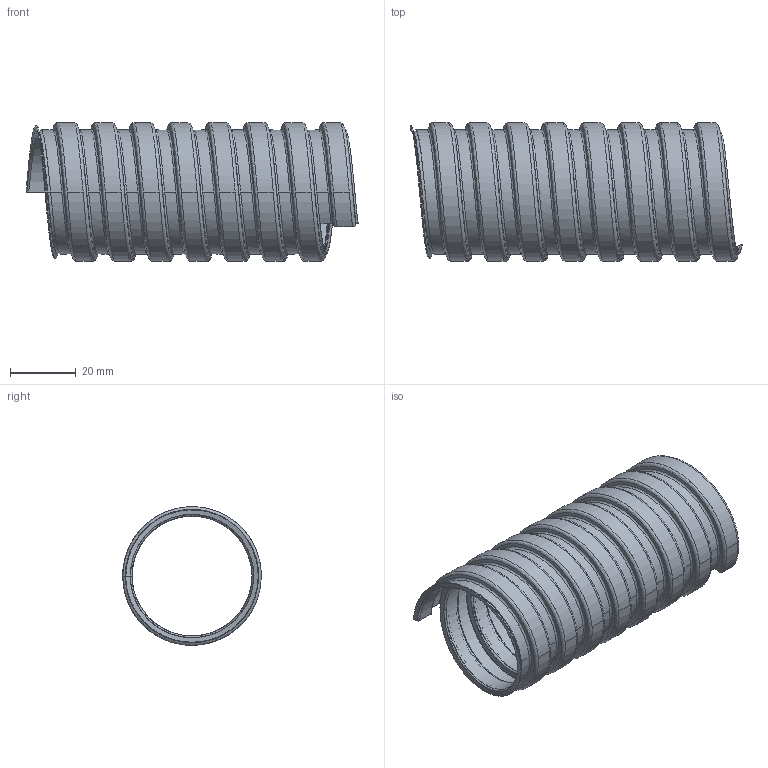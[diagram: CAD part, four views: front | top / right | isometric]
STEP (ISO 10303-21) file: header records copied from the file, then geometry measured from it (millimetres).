
FILE_DESCRIPTION(/* description */ ('Металлорукав МРПИ нг серый','CAx-IF Rec.Pracs.---Representation and Presentation of Product Manufacturing Information (PMI)---4.0---2014-10-13'),/* implementation_level */ '2;1');
FILE_NAME(/* name */ '',/* time_stamp */ '2025-05-30T11:18:36+07:00',/* author */ ('zeta-82'),/* organization */ ('ЗЭТА'),/* preprocessor_version */ 'ST-DEVELOPER v19.2',/* originating_system */ 'Autodesk Inventor 2024',/* authorisation */ '');
FILE_SCHEMA (('AP242_MANAGED_MODEL_BASED_3D_ENGINEERING_MIM_LF { 1 0 10303 442 1 1 4 }'));
Length unit declared in the file: millimetre
Products named in the file (3): ЗЭТА.104.120.000; ЗЭТА.104.210.000-11; Пластикат НГП 
30-32 серый_МРПИ 38
Assembly tree (2 placements, depth 2):
  ЗЭТА.104.120.000
    ЗЭТА.104.210.000-11
    Пластикат НГП 
30-32 серый_МРПИ 38
Bounding box: 100.85 x 42.1 x 42.09 mm (x, y, z)
Volume: 9317.2 mm3; surface area: 58323.3 mm2
Topology: 2 solids, 2 shells, 122 faces, 356 edges, 236 vertices
Faces by surface type: cylinder 90, bspline 28, plane 4
Full cylindrical faces by diameter (mm): 36.4 x7, 37 x14, 37.6 x7, 37.7 x7, 40.2 x7, 40.8 x7, 41.4 x14, 42.1 x7
Entity records: 19948 total; most frequent: CARTESIAN_POINT 16787, ORIENTED_EDGE 712, DIRECTION 438, EDGE_CURVE 356, VERTEX_POINT 236, B_SPLINE_CURVE_WITH_KNOTS 200, AXIS2_PLACEMENT_3D 157, STYLED_ITEM 126
